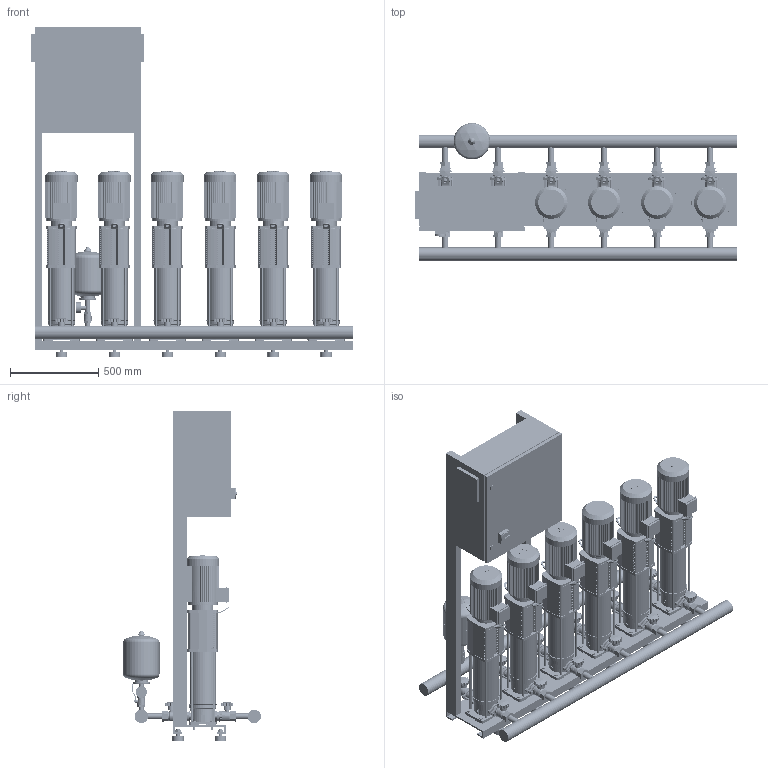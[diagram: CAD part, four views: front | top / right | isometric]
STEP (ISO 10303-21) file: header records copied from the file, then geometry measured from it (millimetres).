
FILE_DESCRIPTION((''),'2;1');
FILE_NAME('3d_CO-6HELIXV414_K_CC-01-2536452.stp','2016-01-25T07:42:59',(''),(''),'Mechanical Desktop 2009','Mechanical Desktop 2009',', , ');
FILE_SCHEMA(('CONFIG_CONTROL_DESIGN'));
Length unit declared in the file: millimetre
Products named in the file (1): Product
Bounding box: 1820 x 780.05 x 1870 mm (x, y, z)
Volume: 248066878.6 mm3; surface area: 13958984.7 mm2
Topology: 234 solids, 234 shells, 8837 faces, 23383 edges, 15414 vertices
Faces by surface type: plane 4356, bspline 2165, cylinder 1986, cone 300, torus 28, sphere 2
Entity records: 286577 total; most frequent: CARTESIAN_POINT 67456, ORIENTED_EDGE 46718, DIRECTION 41785, EDGE_CURVE 23359, VECTOR 16463, LINE 16463, VERTEX_POINT 15408, AXIS2_PLACEMENT_3D 12661
